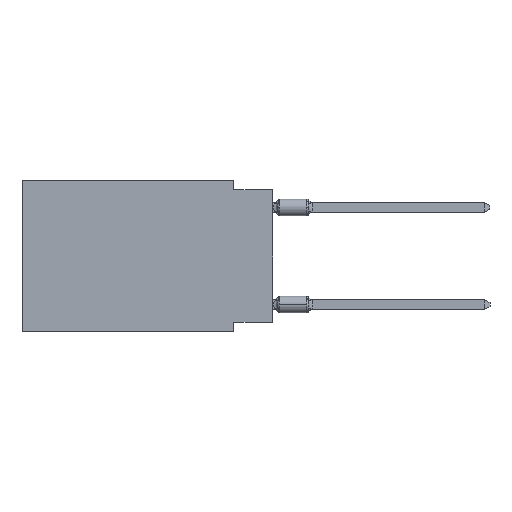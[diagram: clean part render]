
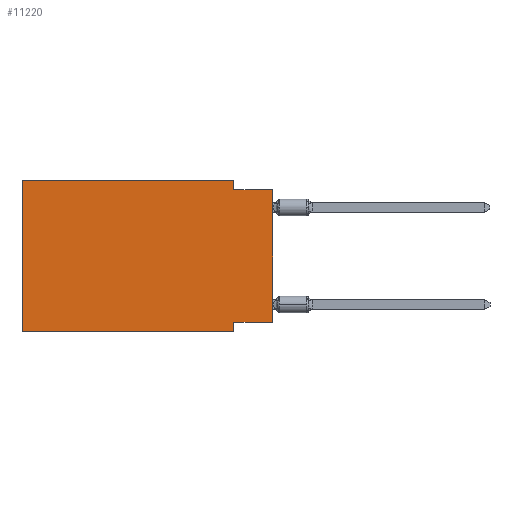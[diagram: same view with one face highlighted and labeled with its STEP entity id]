
A CAD part, left-side view. The second image highlights one B-rep face of the part: STEP entity #11220.
In plain terms, the highlighted planar face has unit normal (-1, 0, 0).
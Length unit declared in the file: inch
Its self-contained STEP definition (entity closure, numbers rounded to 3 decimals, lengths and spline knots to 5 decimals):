
#58 = LINE ( 'NONE', #6186, #13178 ) ;
#384 = DIRECTION ( 'NONE',  ( 0., 0., -1. ) ) ;
#446 = CARTESIAN_POINT ( 'NONE',  ( 0., 0.1, -0.365 ) ) ;
#1019 = LINE ( 'NONE', #6037, #10329 ) ;
#1221 = CARTESIAN_POINT ( 'NONE',  ( 0., 0., -0.365 ) ) ;
#1290 = CARTESIAN_POINT ( 'NONE',  ( 0., 0.1, -0.39 ) ) ;
#1771 = EDGE_CURVE ( 'NONE', #10715, #7203, #4154, .T. ) ;
#1944 = EDGE_CURVE ( 'NONE', #3099, #7203, #2473, .T. ) ;
#2056 = DIRECTION ( 'NONE',  ( 0., -1., 0. ) ) ;
#2066 = EDGE_CURVE ( 'NONE', #7656, #14674, #5647, .T. ) ;
#2264 = VECTOR ( 'NONE', #3824, 39.37008 ) ;
#2345 = ORIENTED_EDGE ( 'NONE', *, *, #7009, .F. ) ;
#2465 = VECTOR ( 'NONE', #15675, 39.37008 ) ;
#2473 = LINE ( 'NONE', #1290, #2264 ) ;
#2606 = FACE_OUTER_BOUND ( 'NONE', #12706, .T. ) ;
#2641 = VECTOR ( 'NONE', #12740, 39.37008 ) ;
#3099 = VERTEX_POINT ( 'NONE', #446 ) ;
#3358 = ORIENTED_EDGE ( 'NONE', *, *, #5319, .F. ) ;
#3604 = CARTESIAN_POINT ( 'NONE',  ( 0., 0., 0. ) ) ;
#3774 = CARTESIAN_POINT ( 'NONE',  ( 0., 0.1, 0. ) ) ;
#3824 = DIRECTION ( 'NONE',  ( 0., 0., -1. ) ) ;
#4154 = LINE ( 'NONE', #7842, #2641 ) ;
#4334 = CARTESIAN_POINT ( 'NONE',  ( 0., 0., -0.025 ) ) ;
#4411 = VERTEX_POINT ( 'NONE', #4334 ) ;
#5104 = ORIENTED_EDGE ( 'NONE', *, *, #1944, .F. ) ;
#5319 = EDGE_CURVE ( 'NONE', #15034, #3099, #1019, .T. ) ;
#5647 = LINE ( 'NONE', #7665, #14771 ) ;
#5763 = EDGE_CURVE ( 'NONE', #15034, #4411, #14570, .T. ) ;
#6037 = CARTESIAN_POINT ( 'NONE',  ( 0., 0., -0.365 ) ) ;
#6132 = PLANE ( 'NONE',  #7044 ) ;
#6186 = CARTESIAN_POINT ( 'NONE',  ( 0., 0.645, 0. ) ) ;
#6355 = DIRECTION ( 'NONE',  ( 0., 0., 1. ) ) ;
#6447 = DIRECTION ( 'NONE',  ( 1., 0., 0. ) ) ;
#7007 = ORIENTED_EDGE ( 'NONE', *, *, #2066, .F. ) ;
#7009 = EDGE_CURVE ( 'NONE', #10715, #7656, #58, .T. ) ;
#7044 = AXIS2_PLACEMENT_3D ( 'NONE', #12451, #6447, #384 ) ;
#7203 = VERTEX_POINT ( 'NONE', #8333 ) ;
#7238 = EDGE_CURVE ( 'NONE', #14418, #4411, #10557, .T. ) ;
#7656 = VERTEX_POINT ( 'NONE', #13113 ) ;
#7665 = CARTESIAN_POINT ( 'NONE',  ( 0., 0.645, 0. ) ) ;
#7842 = CARTESIAN_POINT ( 'NONE',  ( 0., 0.645, -0.39 ) ) ;
#8165 = ORIENTED_EDGE ( 'NONE', *, *, #5763, .T. ) ;
#8333 = CARTESIAN_POINT ( 'NONE',  ( 0., 0.1, -0.39 ) ) ;
#8502 = DIRECTION ( 'NONE',  ( 0., 0., 1. ) ) ;
#8675 = CARTESIAN_POINT ( 'NONE',  ( 0., 0.645, -0.39 ) ) ;
#9016 = ORIENTED_EDGE ( 'NONE', *, *, #11991, .F. ) ;
#9747 = LINE ( 'NONE', #10721, #10138 ) ;
#10138 = VECTOR ( 'NONE', #11026, 39.37008 ) ;
#10329 = VECTOR ( 'NONE', #11070, 39.37008 ) ;
#10557 = LINE ( 'NONE', #10808, #2465 ) ;
#10715 = VERTEX_POINT ( 'NONE', #8675 ) ;
#10721 = CARTESIAN_POINT ( 'NONE',  ( 0., 0.1, 0. ) ) ;
#10808 = CARTESIAN_POINT ( 'NONE',  ( 0., 0., -0.025 ) ) ;
#10893 = ORIENTED_EDGE ( 'NONE', *, *, #1771, .T. ) ;
#11026 = DIRECTION ( 'NONE',  ( 0., 0., -1. ) ) ;
#11070 = DIRECTION ( 'NONE',  ( 0., 1., 0. ) ) ;
#11220 = ADVANCED_FACE ( 'NONE', ( #2606 ), #6132, .F. ) ;
#11991 = EDGE_CURVE ( 'NONE', #14674, #14418, #9747, .T. ) ;
#12283 = ORIENTED_EDGE ( 'NONE', *, *, #7238, .F. ) ;
#12451 = CARTESIAN_POINT ( 'NONE',  ( 0., 0.645, 0. ) ) ;
#12683 = CARTESIAN_POINT ( 'NONE',  ( 0., 0.1, -0.025 ) ) ;
#12706 = EDGE_LOOP ( 'NONE', ( #8165, #12283, #9016, #7007, #2345, #10893, #5104, #3358 ) ) ;
#12740 = DIRECTION ( 'NONE',  ( 0., -1., 0. ) ) ;
#12915 = VECTOR ( 'NONE', #8502, 39.37008 ) ;
#13113 = CARTESIAN_POINT ( 'NONE',  ( 0., 0.645, 0. ) ) ;
#13178 = VECTOR ( 'NONE', #6355, 39.37008 ) ;
#14418 = VERTEX_POINT ( 'NONE', #12683 ) ;
#14570 = LINE ( 'NONE', #3604, #12915 ) ;
#14674 = VERTEX_POINT ( 'NONE', #3774 ) ;
#14771 = VECTOR ( 'NONE', #2056, 39.37008 ) ;
#15034 = VERTEX_POINT ( 'NONE', #1221 ) ;
#15675 = DIRECTION ( 'NONE',  ( 0., -1., 0. ) ) ;
